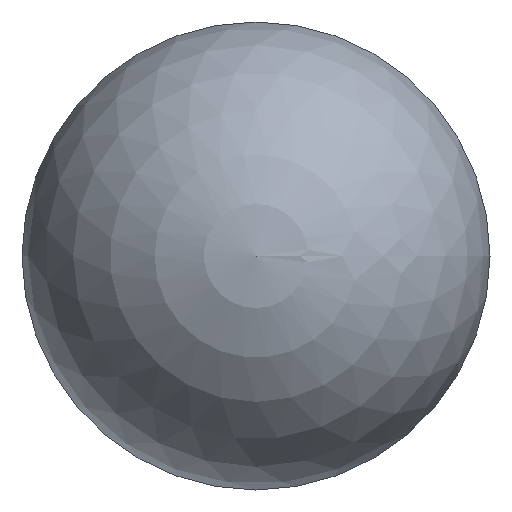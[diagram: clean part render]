
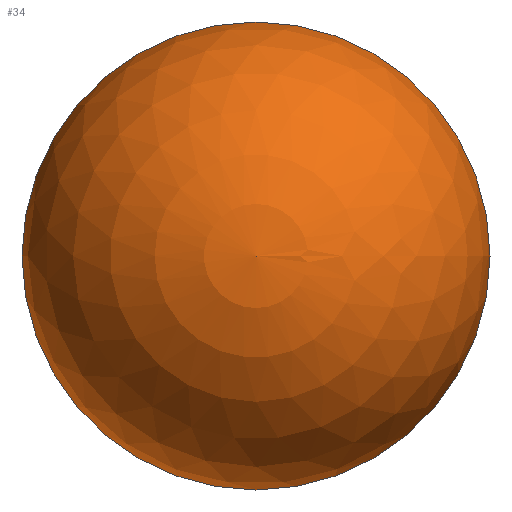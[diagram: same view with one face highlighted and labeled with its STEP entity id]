
A CAD part, front view. The second image highlights one B-rep face of the part: STEP entity #34.
In plain terms, the highlighted spherical face has radius 8 mm.
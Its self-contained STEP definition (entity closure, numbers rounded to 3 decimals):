
#10 = DIRECTION ( 'NONE',  ( 0., 1., 0. ) ) ;
#15 = CARTESIAN_POINT ( 'NONE',  ( 0., 8., 8. ) ) ;
#21 = VERTEX_POINT ( 'NONE', #15 ) ;
#22 = CIRCLE ( 'NONE', #131, 8. ) ;
#24 = SPHERICAL_SURFACE ( 'NONE', #58, 8. ) ;
#30 = ORIENTED_EDGE ( 'NONE', *, *, #139, .F. ) ;
#32 = VERTEX_POINT ( 'NONE', #104 ) ;
#34 = ADVANCED_FACE ( 'NONE', ( #127 ), #24, .T. ) ;
#38 = EDGE_LOOP ( 'NONE', ( #44, #30 ) ) ;
#41 = AXIS2_PLACEMENT_3D ( 'NONE', #72, #76, #74 ) ;
#44 = ORIENTED_EDGE ( 'NONE', *, *, #62, .F. ) ;
#58 = AXIS2_PLACEMENT_3D ( 'NONE', #95, #10, #91 ) ;
#62 = EDGE_CURVE ( 'NONE', #32, #21, #63, .T. ) ;
#63 = CIRCLE ( 'NONE', #41, 8. ) ;
#72 = CARTESIAN_POINT ( 'NONE',  ( 0., 8., 0. ) ) ;
#74 = DIRECTION ( 'NONE',  ( 0., 0., -1. ) ) ;
#76 = DIRECTION ( 'NONE',  ( 0., 1., 0. ) ) ;
#91 = DIRECTION ( 'NONE',  ( 1., 0., 0. ) ) ;
#95 = CARTESIAN_POINT ( 'NONE',  ( 0., 8., 0. ) ) ;
#100 = CARTESIAN_POINT ( 'NONE',  ( 0., 8., 0. ) ) ;
#103 = DIRECTION ( 'NONE',  ( 0., 1., 0. ) ) ;
#104 = CARTESIAN_POINT ( 'NONE',  ( 0., 8., -8. ) ) ;
#105 = DIRECTION ( 'NONE',  ( 0., 0., -1. ) ) ;
#127 = FACE_OUTER_BOUND ( 'NONE', #38, .T. ) ;
#131 = AXIS2_PLACEMENT_3D ( 'NONE', #100, #103, #105 ) ;
#139 = EDGE_CURVE ( 'NONE', #21, #32, #22, .T. ) ;
